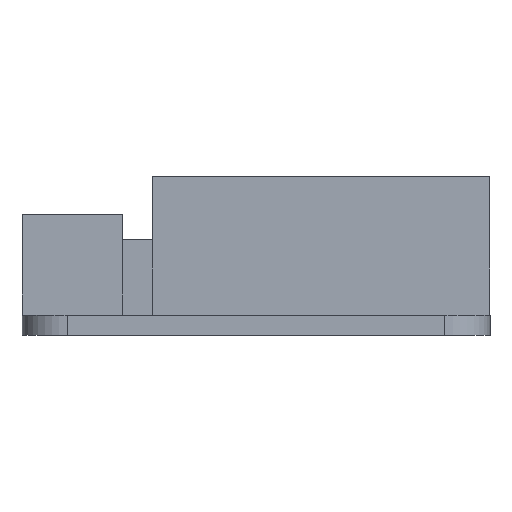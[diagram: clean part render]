
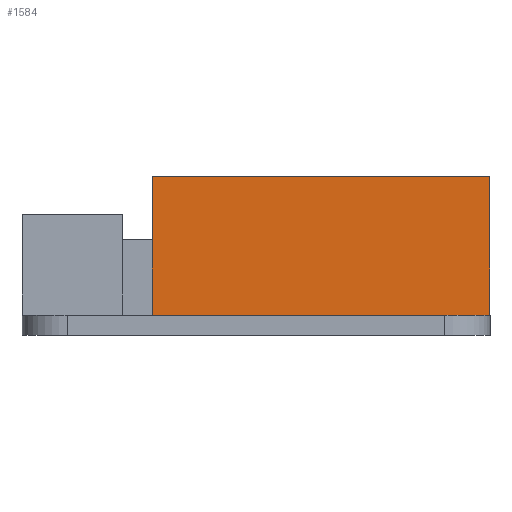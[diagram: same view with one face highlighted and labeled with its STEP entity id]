
A CAD part, front view. The second image highlights one B-rep face of the part: STEP entity #1584.
In plain terms, the highlighted planar face has unit normal (0, -1, 0).
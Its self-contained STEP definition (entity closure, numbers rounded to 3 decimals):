
#248=FACE_OUTER_BOUND('',#340,.T.);
#340=EDGE_LOOP('',(#1114,#1115,#1116,#1117));
#510=LINE('',#2401,#628);
#516=LINE('',#2413,#634);
#517=LINE('',#2415,#635);
#518=LINE('',#2416,#636);
#628=VECTOR('',#1891,10.);
#634=VECTOR('',#1899,10.);
#635=VECTOR('',#1902,10.);
#636=VECTOR('',#1903,10.);
#746=VERTEX_POINT('',#2398);
#747=VERTEX_POINT('',#2400);
#750=VERTEX_POINT('',#2407);
#752=VERTEX_POINT('',#2411);
#889=EDGE_CURVE('',#746,#747,#510,.T.);
#895=EDGE_CURVE('',#750,#752,#516,.T.);
#896=EDGE_CURVE('',#750,#746,#517,.T.);
#897=EDGE_CURVE('',#747,#752,#518,.T.);
#1114=ORIENTED_EDGE('',*,*,#896,.F.);
#1115=ORIENTED_EDGE('',*,*,#895,.T.);
#1116=ORIENTED_EDGE('',*,*,#897,.F.);
#1117=ORIENTED_EDGE('',*,*,#889,.F.);
#1542=PLANE('',#1691);
#1584=ADVANCED_FACE('',(#248),#1542,.T.);
#1691=AXIS2_PLACEMENT_3D('',#2414,#1900,#1901);
#1891=DIRECTION('',(0.,0.,1.));
#1899=DIRECTION('',(0.,0.,1.));
#1900=DIRECTION('center_axis',(0.,-1.,0.));
#1901=DIRECTION('ref_axis',(1.,0.,0.));
#1902=DIRECTION('',(-1.,0.,0.));
#1903=DIRECTION('',(1.,0.,0.));
#2398=CARTESIAN_POINT('',(124.768,-116.388,1.6));
#2400=CARTESIAN_POINT('',(124.768,-116.388,12.6));
#2401=CARTESIAN_POINT('',(124.768,-116.388,1.6));
#2407=CARTESIAN_POINT('',(151.6,-116.388,1.6));
#2411=CARTESIAN_POINT('',(151.6,-116.388,12.6));
#2413=CARTESIAN_POINT('',(151.6,-116.388,1.6));
#2414=CARTESIAN_POINT('Origin',(124.768,-116.388,1.6));
#2415=CARTESIAN_POINT('',(128.884,-116.388,1.6));
#2416=CARTESIAN_POINT('',(151.6,-116.388,12.6));
